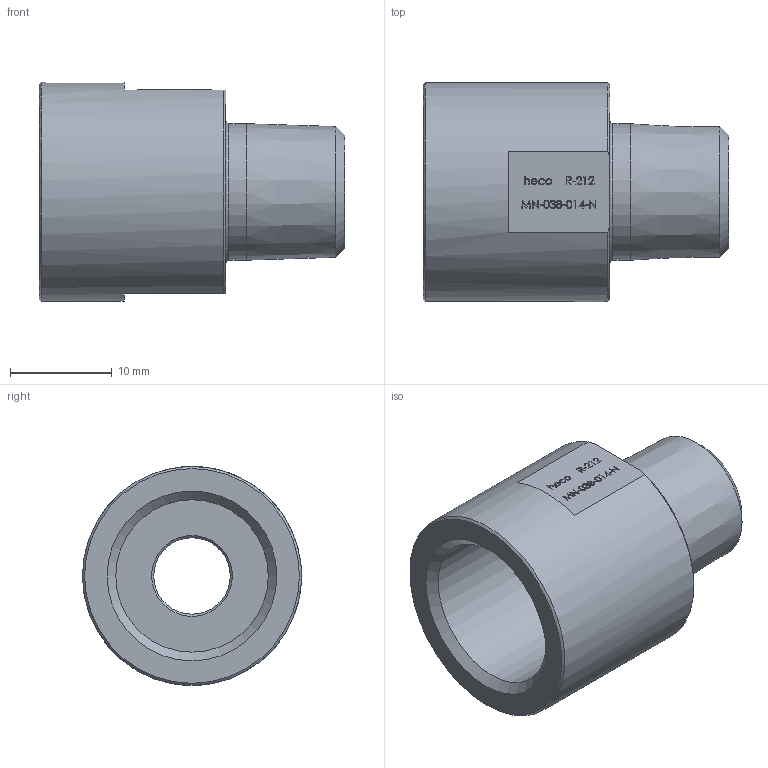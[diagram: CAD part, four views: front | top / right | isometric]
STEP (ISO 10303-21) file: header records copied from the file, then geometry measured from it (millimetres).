
FILE_DESCRIPTION (( 'STEP AP214' ), '1' );
FILE_NAME ('MN-038-014-N R-212 Reduzierstück 2011.STEP', '2020-11-10T14:39:43', ( '' ), ( '' ), 'SwSTEP 2.0', 'SolidWorks 2019', '' );
FILE_SCHEMA (( 'AUTOMOTIVE_DESIGN' ));
Length unit declared in the file: millimetre
Products named in the file (1): MN-038-014-N R-212 Reduzierstück 2011
Bounding box: 30 x 21.5 x 21.49 mm (x, y, z)
Volume: 4957.4 mm3; surface area: 3306.8 mm2
Topology: 1 solids, 1 shells, 264 faces, 687 edges, 456 vertices
Faces by surface type: plane 150, bspline 101, cone 8, cylinder 4, torus 1
Full cylindrical faces by diameter (mm): 7.5 x1, 13.388 x1, 14.95 x1, 21.5 x1
Entity records: 16279 total; most frequent: CARTESIAN_POINT 7914, ORIENTED_EDGE 1348, DIRECTION 816, EDGE_CURVE 674, VERTEX_POINT 454, VECTOR 448, LINE 448, EDGE_LOOP 308
